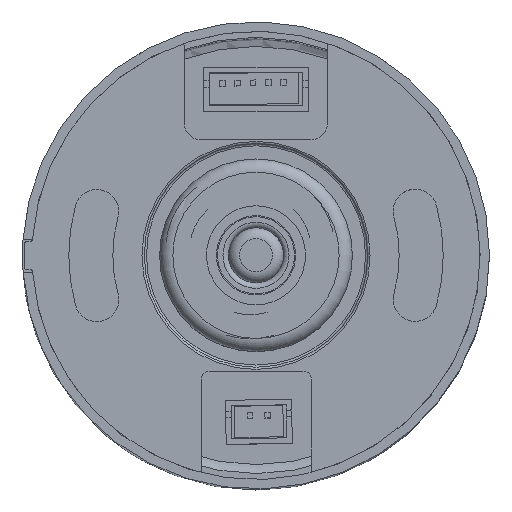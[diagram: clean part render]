
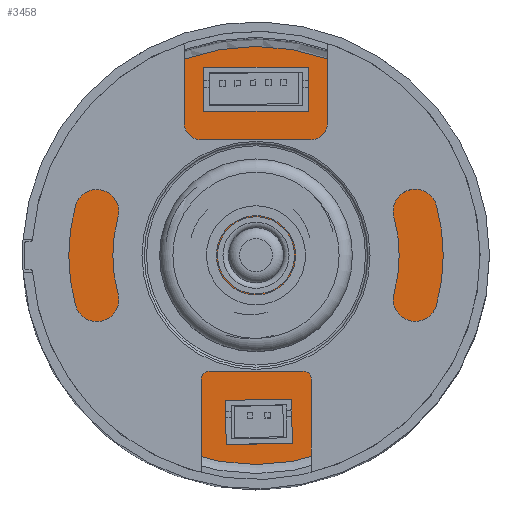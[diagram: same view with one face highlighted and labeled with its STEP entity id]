
A CAD part, top view. The second image highlights one B-rep face of the part: STEP entity #3458.
In plain terms, the highlighted planar face has unit normal (0, 0, 1).
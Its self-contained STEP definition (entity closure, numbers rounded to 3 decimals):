
#154=CIRCLE('',#3737,2.5);
#155=CIRCLE('',#3738,18.981);
#374=ORIENTED_EDGE('',*,*,#1264,.T.);
#375=ORIENTED_EDGE('',*,*,#1219,.T.);
#376=ORIENTED_EDGE('',*,*,#1265,.T.);
#377=ORIENTED_EDGE('',*,*,#1266,.T.);
#378=ORIENTED_EDGE('',*,*,#1267,.T.);
#379=ORIENTED_EDGE('',*,*,#1261,.T.);
#380=ORIENTED_EDGE('',*,*,#1268,.T.);
#381=ORIENTED_EDGE('',*,*,#1255,.T.);
#382=ORIENTED_EDGE('',*,*,#1269,.F.);
#383=ORIENTED_EDGE('',*,*,#1270,.F.);
#1219=EDGE_CURVE('',#1757,#1756,#2174,.T.);
#1255=EDGE_CURVE('',#1789,#1788,#2210,.T.);
#1261=EDGE_CURVE('',#1793,#1792,#2216,.T.);
#1264=EDGE_CURVE('',#1794,#1757,#2219,.T.);
#1265=EDGE_CURVE('',#1756,#1795,#2220,.T.);
#1266=EDGE_CURVE('',#1795,#1794,#2221,.T.);
#1267=EDGE_CURVE('',#1788,#1793,#2222,.T.);
#1268=EDGE_CURVE('',#1792,#1789,#2223,.T.);
#1269=EDGE_CURVE('',#1796,#1796,#154,.F.);
#1270=EDGE_CURVE('',#1797,#1797,#155,.T.);
#1756=VERTEX_POINT('',#5090);
#1757=VERTEX_POINT('',#5092);
#1788=VERTEX_POINT('',#5163);
#1789=VERTEX_POINT('',#5165);
#1792=VERTEX_POINT('',#5174);
#1793=VERTEX_POINT('',#5176);
#1794=VERTEX_POINT('',#5181);
#1795=VERTEX_POINT('',#5183);
#1796=VERTEX_POINT('',#5188);
#1797=VERTEX_POINT('',#5190);
#2174=LINE('',#5091,#2511);
#2210=LINE('',#5164,#2547);
#2216=LINE('',#5175,#2553);
#2219=LINE('',#5180,#2556);
#2220=LINE('',#5182,#2557);
#2221=LINE('',#5184,#2558);
#2222=LINE('',#5185,#2559);
#2223=LINE('',#5186,#2560);
#2511=VECTOR('',#4078,1000.);
#2547=VECTOR('',#4124,1000.);
#2553=VECTOR('',#4132,1000.);
#2556=VECTOR('',#4137,1000.);
#2557=VECTOR('',#4138,1000.);
#2558=VECTOR('',#4139,1000.);
#2559=VECTOR('',#4140,1000.);
#2560=VECTOR('',#4141,1000.);
#2845=EDGE_LOOP('',(#374,#375,#376,#377));
#2846=EDGE_LOOP('',(#378,#379,#380,#381));
#2847=EDGE_LOOP('',(#382));
#2848=EDGE_LOOP('',(#383));
#3093=FACE_BOUND('',#2845,.T.);
#3094=FACE_BOUND('',#2846,.T.);
#3095=FACE_BOUND('',#2847,.T.);
#3096=FACE_BOUND('',#2848,.T.);
#3341=PLANE('',#3736);
#3458=ADVANCED_FACE('',(#3093,#3094,#3095,#3096),#3341,.F.);
#3736=AXIS2_PLACEMENT_3D('',#5179,#4135,#4136);
#3737=AXIS2_PLACEMENT_3D('',#5187,#4142,#4143);
#3738=AXIS2_PLACEMENT_3D('',#5189,#4144,#4145);
#4078=DIRECTION('',(-0.017,1.,0.));
#4124=DIRECTION('',(0.,-1.,0.));
#4132=DIRECTION('',(0.,1.,0.));
#4135=DIRECTION('',(0.,0.,-1.));
#4136=DIRECTION('',(-1.,0.,0.));
#4137=DIRECTION('',(-1.,-0.017,0.));
#4138=DIRECTION('',(1.,0.017,0.));
#4139=DIRECTION('',(0.017,-1.,0.));
#4140=DIRECTION('',(-1.,0.,0.));
#4141=DIRECTION('',(1.,0.,0.));
#4142=DIRECTION('',(0.,0.,-1.));
#4143=DIRECTION('',(-1.,0.,0.));
#4144=DIRECTION('',(0.,0.,-1.));
#4145=DIRECTION('',(0.001,-1.,0.));
#5090=CARTESIAN_POINT('',(-2.574,-12.73,44.21));
#5091=CARTESIAN_POINT('',(-2.799,0.378,44.21));
#5092=CARTESIAN_POINT('',(-2.506,-16.729,44.21));
#5163=CARTESIAN_POINT('',(4.951,13.529,44.21));
#5164=CARTESIAN_POINT('',(4.951,17.529,44.21));
#5165=CARTESIAN_POINT('',(4.951,17.529,44.21));
#5174=CARTESIAN_POINT('',(-4.549,17.529,44.21));
#5175=CARTESIAN_POINT('',(-4.549,13.529,44.21));
#5176=CARTESIAN_POINT('',(-4.549,13.529,44.21));
#5179=CARTESIAN_POINT('',(0.201,0.429,44.21));
#5180=CARTESIAN_POINT('',(0.494,-16.678,44.21));
#5181=CARTESIAN_POINT('',(3.494,-16.627,44.21));
#5182=CARTESIAN_POINT('',(0.425,-12.679,44.21));
#5183=CARTESIAN_POINT('',(3.425,-12.627,44.21));
#5184=CARTESIAN_POINT('',(3.201,0.481,44.21));
#5185=CARTESIAN_POINT('',(4.951,13.529,44.21));
#5186=CARTESIAN_POINT('',(-4.549,17.529,44.21));
#5187=CARTESIAN_POINT('',(0.201,0.429,44.21));
#5188=CARTESIAN_POINT('',(-2.299,0.429,44.21));
#5189=CARTESIAN_POINT('',(0.201,0.429,44.21));
#5190=CARTESIAN_POINT('',(0.217,-18.551,44.21));
